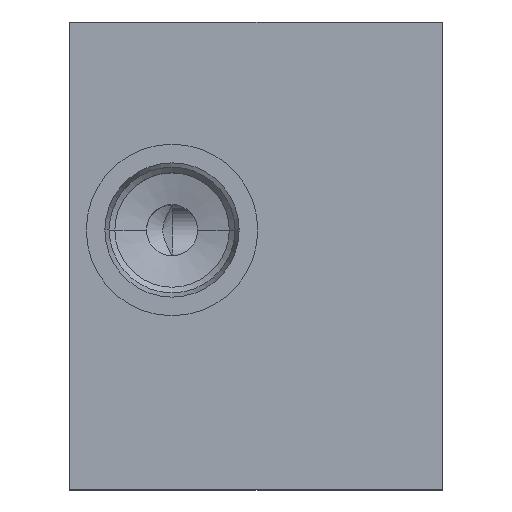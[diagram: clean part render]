
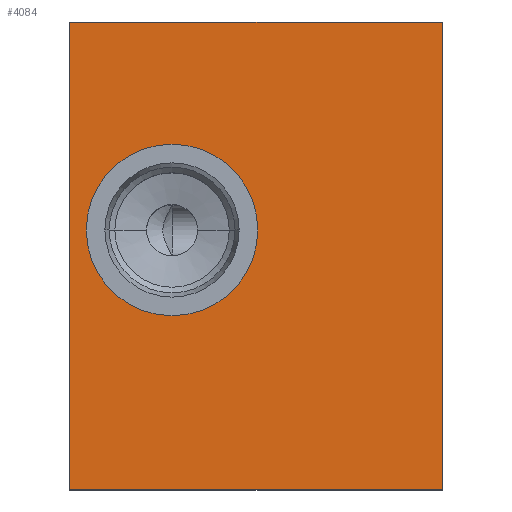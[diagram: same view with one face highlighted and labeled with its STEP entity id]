
A CAD part, top view. The second image highlights one B-rep face of the part: STEP entity #4084.
In plain terms, the highlighted planar face has unit normal (0, 0, 1).
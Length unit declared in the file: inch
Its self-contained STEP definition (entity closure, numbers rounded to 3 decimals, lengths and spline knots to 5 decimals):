
#477=DIRECTION('',(0.,-1.,0.));
#478=VECTOR('',#477,4.);
#479=CARTESIAN_POINT('',(0.,0.,4.5));
#480=LINE('',#479,#478);
#481=DIRECTION('',(-1.,0.,0.));
#482=VECTOR('',#481,3.188);
#483=CARTESIAN_POINT('',(3.188,0.,4.5));
#484=LINE('',#483,#482);
#485=DIRECTION('',(0.,1.,0.));
#486=VECTOR('',#485,4.);
#487=CARTESIAN_POINT('',(3.188,-4.,4.5));
#488=LINE('',#487,#486);
#489=DIRECTION('',(1.,0.,0.));
#490=VECTOR('',#489,3.188);
#491=CARTESIAN_POINT('',(0.,-4.,4.5));
#492=LINE('',#491,#490);
#493=CARTESIAN_POINT('',(0.875,-1.781,4.5));
#494=DIRECTION('',(0.,0.,-1.));
#495=DIRECTION('',(-1.,0.,0.));
#496=AXIS2_PLACEMENT_3D('',#493,#494,#495);
#498=CARTESIAN_POINT('',(0.875,-1.781,4.5));
#499=DIRECTION('',(0.,0.,-1.));
#500=DIRECTION('',(1.,0.,0.));
#501=AXIS2_PLACEMENT_3D('',#498,#499,#500);
#3398=CARTESIAN_POINT('',(0.,0.,4.5));
#3399=CARTESIAN_POINT('',(0.,-4.,4.5));
#3400=VERTEX_POINT('',#3398);
#3401=VERTEX_POINT('',#3399);
#3402=CARTESIAN_POINT('',(3.188,-4.,4.5));
#3403=VERTEX_POINT('',#3402);
#3404=CARTESIAN_POINT('',(3.188,0.,4.5));
#3405=VERTEX_POINT('',#3404);
#3841=CARTESIAN_POINT('',(0.1405,-1.781,4.5));
#3842=CARTESIAN_POINT('',(1.6095,-1.781,4.5));
#3843=VERTEX_POINT('',#3841);
#3844=VERTEX_POINT('',#3842);
#4067=CARTESIAN_POINT('',(0.,0.,4.5));
#4068=DIRECTION('',(0.,0.,1.));
#4069=DIRECTION('',(1.,0.,0.));
#4070=AXIS2_PLACEMENT_3D('',#4067,#4068,#4069);
#4071=PLANE('',#4070);
#4072=ORIENTED_EDGE('',*,*,#3899,.F.);
#4073=ORIENTED_EDGE('',*,*,#3938,.F.);
#4074=ORIENTED_EDGE('',*,*,#3964,.F.);
#4075=ORIENTED_EDGE('',*,*,#4049,.F.);
#4076=EDGE_LOOP('',(#4072,#4073,#4074,#4075));
#4077=FACE_OUTER_BOUND('',#4076,.F.);
#4079=ORIENTED_EDGE('',*,*,#4078,.F.);
#4081=ORIENTED_EDGE('',*,*,#4080,.F.);
#4082=EDGE_LOOP('',(#4079,#4081));
#4083=FACE_BOUND('',#4082,.F.);
#4084=ADVANCED_FACE('',(#4077,#4083),#4071,.T.);
#497=CIRCLE('',#496,0.7345);
#502=CIRCLE('',#501,0.7345);
#3899=EDGE_CURVE('',#3400,#3401,#480,.T.);
#3938=EDGE_CURVE('',#3405,#3400,#484,.T.);
#3964=EDGE_CURVE('',#3403,#3405,#488,.T.);
#4049=EDGE_CURVE('',#3401,#3403,#492,.T.);
#4078=EDGE_CURVE('',#3843,#3844,#497,.T.);
#4080=EDGE_CURVE('',#3844,#3843,#502,.T.);
